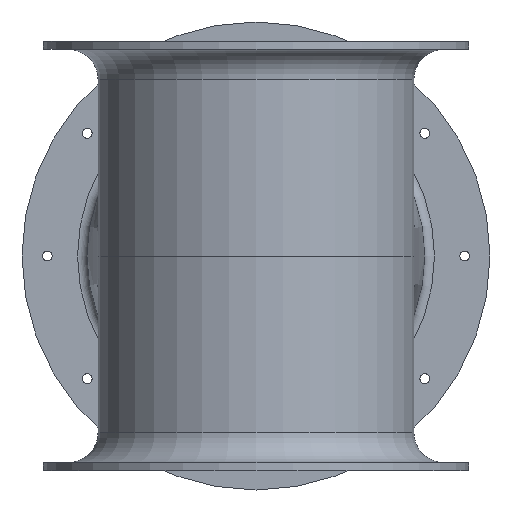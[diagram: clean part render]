
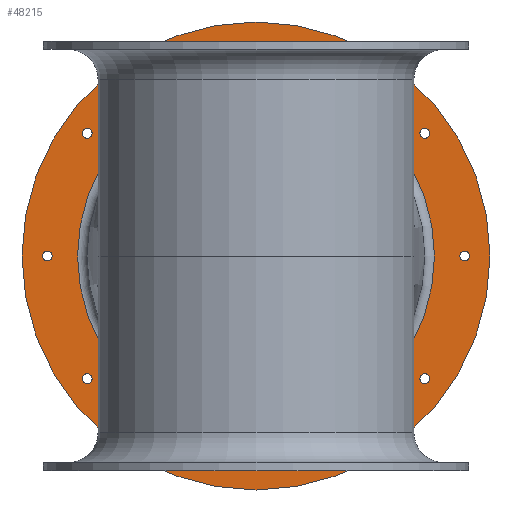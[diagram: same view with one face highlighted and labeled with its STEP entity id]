
A CAD part, front view. The second image highlights one B-rep face of the part: STEP entity #48215.
In plain terms, the highlighted planar face has unit normal (0, -1, 0).
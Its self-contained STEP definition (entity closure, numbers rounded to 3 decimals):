
#3251=PLANE('',#51036);
#4971=CIRCLE('',#50996,6.25);
#4973=CIRCLE('',#50999,6.25);
#4975=CIRCLE('',#51002,6.25);
#4977=CIRCLE('',#51005,6.25);
#4979=CIRCLE('',#51008,6.25);
#4981=CIRCLE('',#51011,6.25);
#4983=CIRCLE('',#51014,6.25);
#4985=CIRCLE('',#51017,6.25);
#4987=CIRCLE('',#51020,6.25);
#4989=CIRCLE('',#51023,6.25);
#4996=CIRCLE('',#51035,228.806);
#4997=CIRCLE('',#51037,300.);
#11996=FACE_BOUND('',#15190,.T.);
#11997=FACE_BOUND('',#15191,.T.);
#11998=FACE_BOUND('',#15192,.T.);
#11999=FACE_BOUND('',#15193,.T.);
#12000=FACE_BOUND('',#15194,.T.);
#12001=FACE_BOUND('',#15195,.T.);
#12002=FACE_BOUND('',#15196,.T.);
#12003=FACE_BOUND('',#15197,.T.);
#12004=FACE_BOUND('',#15198,.T.);
#12005=FACE_BOUND('',#15199,.T.);
#12006=FACE_BOUND('',#15200,.T.);
#12377=FACE_OUTER_BOUND('',#15189,.T.);
#15189=EDGE_LOOP('',(#30579));
#15190=EDGE_LOOP('',(#30580));
#15191=EDGE_LOOP('',(#30581));
#15192=EDGE_LOOP('',(#30582));
#15193=EDGE_LOOP('',(#30583));
#15194=EDGE_LOOP('',(#30584));
#15195=EDGE_LOOP('',(#30585));
#15196=EDGE_LOOP('',(#30586));
#15197=EDGE_LOOP('',(#30587));
#15198=EDGE_LOOP('',(#30588));
#15199=EDGE_LOOP('',(#30589));
#15200=EDGE_LOOP('',(#30590));
#18696=VERTEX_POINT('',#70648);
#18698=VERTEX_POINT('',#70653);
#18700=VERTEX_POINT('',#70658);
#18702=VERTEX_POINT('',#70663);
#18704=VERTEX_POINT('',#70668);
#18706=VERTEX_POINT('',#70673);
#18708=VERTEX_POINT('',#70678);
#18710=VERTEX_POINT('',#70683);
#18712=VERTEX_POINT('',#70688);
#18714=VERTEX_POINT('',#70693);
#18721=VERTEX_POINT('',#70712);
#18722=VERTEX_POINT('',#70715);
#23270=EDGE_CURVE('',#18696,#18696,#4971,.T.);
#23272=EDGE_CURVE('',#18698,#18698,#4973,.T.);
#23274=EDGE_CURVE('',#18700,#18700,#4975,.T.);
#23276=EDGE_CURVE('',#18702,#18702,#4977,.T.);
#23278=EDGE_CURVE('',#18704,#18704,#4979,.T.);
#23280=EDGE_CURVE('',#18706,#18706,#4981,.T.);
#23282=EDGE_CURVE('',#18708,#18708,#4983,.T.);
#23284=EDGE_CURVE('',#18710,#18710,#4985,.T.);
#23286=EDGE_CURVE('',#18712,#18712,#4987,.T.);
#23288=EDGE_CURVE('',#18714,#18714,#4989,.T.);
#23295=EDGE_CURVE('',#18721,#18721,#4996,.T.);
#23296=EDGE_CURVE('',#18722,#18722,#4997,.T.);
#30579=ORIENTED_EDGE('',*,*,#23296,.F.);
#30580=ORIENTED_EDGE('',*,*,#23270,.T.);
#30581=ORIENTED_EDGE('',*,*,#23272,.T.);
#30582=ORIENTED_EDGE('',*,*,#23274,.T.);
#30583=ORIENTED_EDGE('',*,*,#23276,.T.);
#30584=ORIENTED_EDGE('',*,*,#23278,.T.);
#30585=ORIENTED_EDGE('',*,*,#23280,.T.);
#30586=ORIENTED_EDGE('',*,*,#23282,.T.);
#30587=ORIENTED_EDGE('',*,*,#23284,.T.);
#30588=ORIENTED_EDGE('',*,*,#23286,.T.);
#30589=ORIENTED_EDGE('',*,*,#23288,.T.);
#30590=ORIENTED_EDGE('',*,*,#23295,.F.);
#48215=ADVANCED_FACE('',(#12377,#11996,#11997,#11998,#11999,#12000,#12001,
#12002,#12003,#12004,#12005,#12006),#3251,.T.);
#50996=AXIS2_PLACEMENT_3D('',#70649,#56006,#56007);
#50999=AXIS2_PLACEMENT_3D('',#70654,#56012,#56013);
#51002=AXIS2_PLACEMENT_3D('',#70659,#56018,#56019);
#51005=AXIS2_PLACEMENT_3D('',#70664,#56024,#56025);
#51008=AXIS2_PLACEMENT_3D('',#70669,#56030,#56031);
#51011=AXIS2_PLACEMENT_3D('',#70674,#56036,#56037);
#51014=AXIS2_PLACEMENT_3D('',#70679,#56042,#56043);
#51017=AXIS2_PLACEMENT_3D('',#70684,#56048,#56049);
#51020=AXIS2_PLACEMENT_3D('',#70689,#56054,#56055);
#51023=AXIS2_PLACEMENT_3D('',#70694,#56060,#56061);
#51035=AXIS2_PLACEMENT_3D('',#70713,#56084,#56085);
#51036=AXIS2_PLACEMENT_3D('',#70714,#56086,#56087);
#51037=AXIS2_PLACEMENT_3D('',#70716,#56088,#56089);
#56006=DIRECTION('center_axis',(0.,1.,0.));
#56007=DIRECTION('ref_axis',(0.588,0.,-0.809));
#56012=DIRECTION('center_axis',(0.,1.,0.));
#56013=DIRECTION('ref_axis',(0.951,0.,-0.309));
#56018=DIRECTION('center_axis',(0.,1.,0.));
#56019=DIRECTION('ref_axis',(0.951,0.,0.309));
#56024=DIRECTION('center_axis',(0.,1.,0.));
#56025=DIRECTION('ref_axis',(0.588,0.,0.809));
#56030=DIRECTION('center_axis',(0.,1.,0.));
#56031=DIRECTION('ref_axis',(0.,0.,
1.));
#56036=DIRECTION('center_axis',(0.,1.,0.));
#56037=DIRECTION('ref_axis',(-0.588,0.,0.809));
#56042=DIRECTION('center_axis',(0.,1.,0.));
#56043=DIRECTION('ref_axis',(-0.951,0.,0.309));
#56048=DIRECTION('center_axis',(0.,1.,0.));
#56049=DIRECTION('ref_axis',(-0.951,0.,-0.309));
#56054=DIRECTION('center_axis',(0.,1.,0.));
#56055=DIRECTION('ref_axis',(-0.588,0.,-0.809));
#56060=DIRECTION('center_axis',(0.,1.,0.));
#56061=DIRECTION('ref_axis',(0.,0.,
-1.));
#56084=DIRECTION('center_axis',(0.,-1.,0.));
#56085=DIRECTION('ref_axis',(0.,0.,
-1.));
#56086=DIRECTION('center_axis',(0.,-1.,0.));
#56087=DIRECTION('ref_axis',(0.,0.,-1.));
#56088=DIRECTION('center_axis',(0.,1.,0.));
#56089=DIRECTION('ref_axis',(0.,0.,
1.));
#70648=CARTESIAN_POINT('',(-282.216,797.755,-53.798));
#70649=CARTESIAN_POINT('Origin',(-278.542,797.755,-58.854));
#70653=CARTESIAN_POINT('',(-418.265,797.755,40.273));
#70654=CARTESIAN_POINT('Origin',(-412.321,797.755,38.342));
#70658=CARTESIAN_POINT('',(-583.625,797.755,36.41));
#70659=CARTESIAN_POINT('Origin',(-577.68,797.755,38.342));
#70663=CARTESIAN_POINT('',(-715.133,797.755,-63.911));
#70664=CARTESIAN_POINT('Origin',(-711.459,797.755,-58.854));
#70668=CARTESIAN_POINT('',(-762.558,797.755,-222.371));
#70669=CARTESIAN_POINT('Origin',(-762.558,797.755,-216.121));
#70673=CARTESIAN_POINT('',(-707.786,797.755,-378.443));
#70674=CARTESIAN_POINT('Origin',(-711.459,797.755,-373.387));
#70678=CARTESIAN_POINT('',(-571.736,797.755,-472.514));
#70679=CARTESIAN_POINT('Origin',(-577.68,797.755,-470.583));
#70683=CARTESIAN_POINT('',(-406.377,797.755,-468.652));
#70684=CARTESIAN_POINT('Origin',(-412.321,797.755,-470.583));
#70688=CARTESIAN_POINT('',(-274.868,797.755,-368.331));
#70689=CARTESIAN_POINT('Origin',(-278.542,797.755,-373.387));
#70693=CARTESIAN_POINT('',(-227.443,797.755,-209.871));
#70694=CARTESIAN_POINT('Origin',(-227.443,797.755,-216.121));
#70712=CARTESIAN_POINT('',(-495.001,797.755,12.685));
#70713=CARTESIAN_POINT('Origin',(-495.001,797.755,-216.121));
#70714=CARTESIAN_POINT('Origin',(-495.001,797.755,42.351));
#70715=CARTESIAN_POINT('',(-495.001,797.755,83.879));
#70716=CARTESIAN_POINT('Origin',(-495.001,797.755,-216.121));
